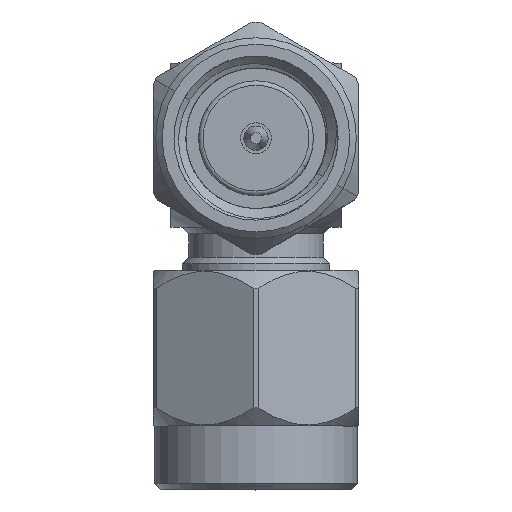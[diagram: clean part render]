
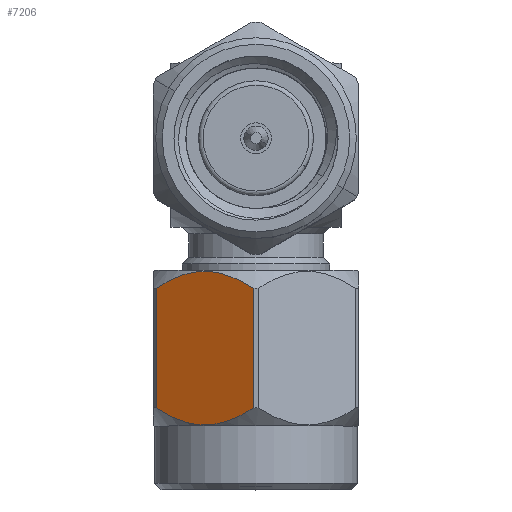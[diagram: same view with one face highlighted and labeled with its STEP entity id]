
A CAD part, top view. The second image highlights one B-rep face of the part: STEP entity #7206.
In plain terms, the highlighted face is planar.
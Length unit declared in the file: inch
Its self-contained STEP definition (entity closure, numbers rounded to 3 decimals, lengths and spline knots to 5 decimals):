
#180 = EDGE_CURVE ( 'NONE', #8019, #7313, #14244, .T. ) ;
#402 = CARTESIAN_POINT ( 'NONE',  ( 0.09253, 0.40049, -0.15223 ) ) ;
#429 = EDGE_CURVE ( 'NONE', #14073, #10145, #13792, .T. ) ;
#593 = VECTOR ( 'NONE', #12398, 39.37008 ) ;
#633 = PLANE ( 'NONE',  #12406 ) ;
#874 = VECTOR ( 'NONE', #13738, 39.37008 ) ;
#1267 = CARTESIAN_POINT ( 'NONE',  ( 0.09253, 0.21843, -0.15223 ) ) ;
#2086 = DIRECTION ( 'NONE',  ( -0.5, 0., -0.866 ) ) ;
#3008 = CARTESIAN_POINT ( 'NONE',  ( 0.16471, 0.41452, -0.02721 ) ) ;
#3128 = CARTESIAN_POINT ( 'NONE',  ( 0.15397, 0.42152, -0.04582 ) ) ;
#3185 = CARTESIAN_POINT ( 'NONE',  ( 0.13149, 0.42657, -0.08475 ) ) ;
#3795 = CARTESIAN_POINT ( 'NONE',  ( 0.1781, 0.40049, -0.00402 ) ) ;
#4086 = CARTESIAN_POINT ( 'NONE',  ( 0.15408, 0.19746, -0.04562 ) ) ;
#5564 = CARTESIAN_POINT ( 'NONE',  ( 0.09253, 0.40049, -0.15223 ) ) ;
#5900 = CARTESIAN_POINT ( 'NONE',  ( 0.15026, 0.42341, -0.05223 ) ) ;
#6051 = ORIENTED_EDGE ( 'NONE', *, *, #180, .T. ) ;
#6819 = CARTESIAN_POINT ( 'NONE',  ( 0.15044, 0.19559, -0.05193 ) ) ;
#6848 = LINE ( 'NONE', #8537, #874 ) ;
#6937 = CARTESIAN_POINT ( 'NONE',  ( 0.12786, 0.19298, -0.09104 ) ) ;
#7039 = CARTESIAN_POINT ( 'NONE',  ( 0.13902, 0.42659, -0.07171 ) ) ;
#7206 = ADVANCED_FACE ( 'NONE', ( #8449 ), #633, .T. ) ;
#7213 = CARTESIAN_POINT ( 'NONE',  ( 0.17151, 0.40803, -0.01544 ) ) ;
#7313 = VERTEX_POINT ( 'NONE', #11863 ) ;
#8019 = VERTEX_POINT ( 'NONE', #13760 ) ;
#8153 = EDGE_LOOP ( 'NONE', ( #12381, #6051, #12430, #16794 ) ) ;
#8295 = LINE ( 'NONE', #15301, #593 ) ;
#8319 = CARTESIAN_POINT ( 'NONE',  ( 0.12037, 0.19551, -0.10402 ) ) ;
#8449 = FACE_OUTER_BOUND ( 'NONE', #8153, .T. ) ;
#8470 = CARTESIAN_POINT ( 'NONE',  ( 0.11655, 0.42146, -0.11063 ) ) ;
#8537 = CARTESIAN_POINT ( 'NONE',  ( 0.1781, 0., -0.00402 ) ) ;
#8581 = CARTESIAN_POINT ( 'NONE',  ( 0.12019, 0.42333, -0.10432 ) ) ;
#9419 = CARTESIAN_POINT ( 'NONE',  ( 0.13161, 0.19233, -0.08454 ) ) ;
#9535 = CARTESIAN_POINT ( 'NONE',  ( 0.14294, 0.19301, -0.06493 ) ) ;
#9861 = CARTESIAN_POINT ( 'NONE',  ( 0.10588, 0.41447, -0.1291 ) ) ;
#10145 = VERTEX_POINT ( 'NONE', #3795 ) ;
#10814 = CARTESIAN_POINT ( 'NONE',  ( 0.1781, 0.21843, -0.00402 ) ) ;
#10991 = CARTESIAN_POINT ( 'NONE',  ( 0.11667, 0.1974, -0.11043 ) ) ;
#11096 = CARTESIAN_POINT ( 'NONE',  ( 0.1277, 0.42591, -0.09132 ) ) ;
#11569 = CARTESIAN_POINT ( 'NONE',  ( 0.18042, 0.16792, 0. ) ) ;
#11863 = CARTESIAN_POINT ( 'NONE',  ( 0.09253, 0.21843, -0.15223 ) ) ;
#12381 = ORIENTED_EDGE ( 'NONE', *, *, #15336, .F. ) ;
#12398 = DIRECTION ( 'NONE',  ( 0., -1., 0. ) ) ;
#12406 = AXIS2_PLACEMENT_3D ( 'NONE', #11569, #13124, #2086 ) ;
#12430 = ORIENTED_EDGE ( 'NONE', *, *, #17446, .F. ) ;
#13124 = DIRECTION ( 'NONE',  ( 0.866, 0., -0.5 ) ) ;
#13738 = DIRECTION ( 'NONE',  ( 0., 1., 0. ) ) ;
#13760 = CARTESIAN_POINT ( 'NONE',  ( 0.1781, 0.21843, -0.00402 ) ) ;
#13792 = B_SPLINE_CURVE_WITH_KNOTS ( 'NONE', 3,
 ( #402, #14005, #9861, #8470, #8581, #11096, #3185, #7039, #16571, #5900, #3128, #3008, #7213, #15389 ),
 .UNSPECIFIED., .F., .F.,
 ( 4, 2, 2, 2, 2, 2, 4 ),
 ( 0., 0.00114, 0.00171, 0.00228, 0.00285, 0.00342, 0.00456 ),
 .UNSPECIFIED. ) ;
#14005 = CARTESIAN_POINT ( 'NONE',  ( 0.09911, 0.40801, -0.14084 ) ) ;
#14073 = VERTEX_POINT ( 'NONE', #5564 ) ;
#14244 = B_SPLINE_CURVE_WITH_KNOTS ( 'NONE', 3,
 ( #10814, #16416, #14856, #4086, #6819, #9535, #14983, #9419, #6937, #8319, #10991, #16359, #16301, #1267 ),
 .UNSPECIFIED., .F., .F.,
 ( 4, 2, 2, 2, 2, 2, 4 ),
 ( 0., 0.00114, 0.00171, 0.00228, 0.00285, 0.00342, 0.00456 ),
 .UNSPECIFIED. ) ;
#14856 = CARTESIAN_POINT ( 'NONE',  ( 0.16475, 0.20445, -0.02715 ) ) ;
#14983 = CARTESIAN_POINT ( 'NONE',  ( 0.13914, 0.19235, -0.0715 ) ) ;
#15301 = CARTESIAN_POINT ( 'NONE',  ( 0.09253, 0., -0.15223 ) ) ;
#15336 = EDGE_CURVE ( 'NONE', #8019, #10145, #6848, .T. ) ;
#15389 = CARTESIAN_POINT ( 'NONE',  ( 0.1781, 0.40049, -0.00402 ) ) ;
#16301 = CARTESIAN_POINT ( 'NONE',  ( 0.09912, 0.21089, -0.14081 ) ) ;
#16359 = CARTESIAN_POINT ( 'NONE',  ( 0.10592, 0.20441, -0.12904 ) ) ;
#16416 = CARTESIAN_POINT ( 'NONE',  ( 0.17152, 0.21091, -0.01541 ) ) ;
#16571 = CARTESIAN_POINT ( 'NONE',  ( 0.14277, 0.42594, -0.06521 ) ) ;
#16794 = ORIENTED_EDGE ( 'NONE', *, *, #429, .T. ) ;
#17446 = EDGE_CURVE ( 'NONE', #14073, #7313, #8295, .T. ) ;
